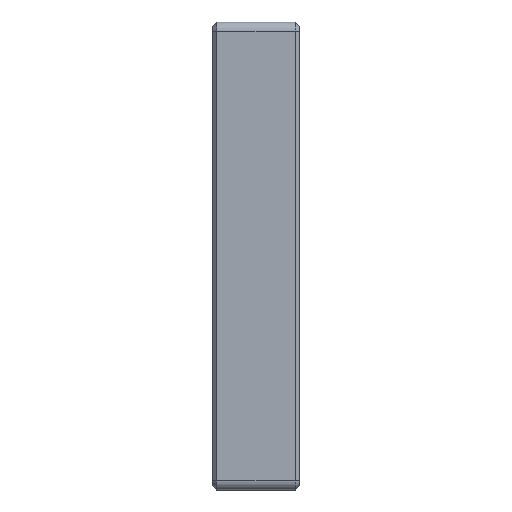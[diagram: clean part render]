
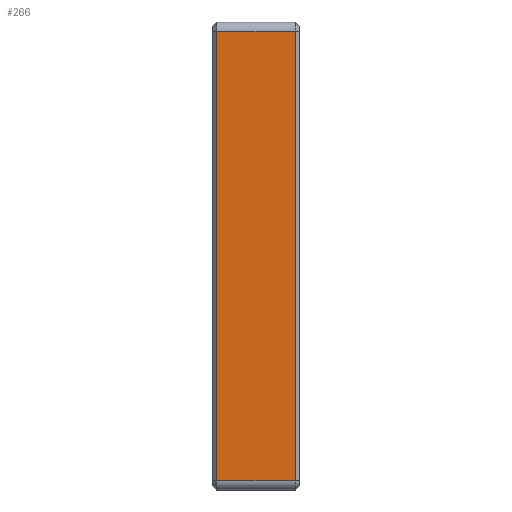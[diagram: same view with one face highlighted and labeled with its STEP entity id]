
A CAD part, left-side view. The second image highlights one B-rep face of the part: STEP entity #266.
In plain terms, the highlighted planar face has unit normal (-1, 0, 0).
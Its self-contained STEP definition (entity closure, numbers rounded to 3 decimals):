
#266 = ADVANCED_FACE ( 'NONE', ( #1730 ), #1525, .F. ) ;
#305 = AXIS2_PLACEMENT_3D ( 'NONE', #1534, #1523, #1522 ) ;
#389 = EDGE_CURVE ( 'NONE', #698, #705, #910, .T. ) ;
#390 = EDGE_CURVE ( 'NONE', #705, #693, #931, .T. ) ;
#391 = EDGE_CURVE ( 'NONE', #693, #700, #1014, .T. ) ;
#392 = EDGE_CURVE ( 'NONE', #700, #698, #928, .T. ) ;
#693 = VERTEX_POINT ( 'NONE', #1377 ) ;
#698 = VERTEX_POINT ( 'NONE', #1383 ) ;
#700 = VERTEX_POINT ( 'NONE', #1384 ) ;
#705 = VERTEX_POINT ( 'NONE', #1389 ) ;
#910 = LINE ( 'NONE', #1565, #926 ) ;
#926 = VECTOR ( 'NONE', #1559, 1000. ) ;
#927 = VECTOR ( 'NONE', #1557, 1000. ) ;
#928 = LINE ( 'NONE', #1546, #927 ) ;
#931 = LINE ( 'NONE', #1575, #1056 ) ;
#984 = VECTOR ( 'NONE', #1548, 1000. ) ;
#1014 = LINE ( 'NONE', #1551, #984 ) ;
#1056 = VECTOR ( 'NONE', #1558, 1000. ) ;
#1377 = CARTESIAN_POINT ( 'NONE',  ( 0., 0.5, -1. ) ) ;
#1383 = CARTESIAN_POINT ( 'NONE',  ( 0., 9., -49.8 ) ) ;
#1384 = CARTESIAN_POINT ( 'NONE',  ( 0., 9., -1. ) ) ;
#1389 = CARTESIAN_POINT ( 'NONE',  ( 0., 0.5, -49.8 ) ) ;
#1522 = DIRECTION ( 'NONE',  ( 0., 0., -1. ) ) ;
#1523 = DIRECTION ( 'NONE',  ( 1., 0., 0. ) ) ;
#1525 = PLANE ( 'NONE',  #305 ) ;
#1534 = CARTESIAN_POINT ( 'NONE',  ( 0., 9.5, 0. ) ) ;
#1546 = CARTESIAN_POINT ( 'NONE',  ( 0., 9., 0. ) ) ;
#1548 = DIRECTION ( 'NONE',  ( 0., 1., 0. ) ) ;
#1551 = CARTESIAN_POINT ( 'NONE',  ( 0., 9.5, -1. ) ) ;
#1557 = DIRECTION ( 'NONE',  ( 0., 0., -1. ) ) ;
#1558 = DIRECTION ( 'NONE',  ( 0., 0., 1. ) ) ;
#1559 = DIRECTION ( 'NONE',  ( 0., -1., 0. ) ) ;
#1565 = CARTESIAN_POINT ( 'NONE',  ( 0., 9.5, -49.8 ) ) ;
#1575 = CARTESIAN_POINT ( 'NONE',  ( 0., 0.5, -1. ) ) ;
#1730 = FACE_OUTER_BOUND ( 'NONE', #1938, .T. ) ;
#1869 = ORIENTED_EDGE ( 'NONE', *, *, #392, .T. ) ;
#1870 = ORIENTED_EDGE ( 'NONE', *, *, #391, .T. ) ;
#1871 = ORIENTED_EDGE ( 'NONE', *, *, #390, .T. ) ;
#1872 = ORIENTED_EDGE ( 'NONE', *, *, #389, .T. ) ;
#1938 = EDGE_LOOP ( 'NONE', ( #1872, #1871, #1870, #1869 ) ) ;
